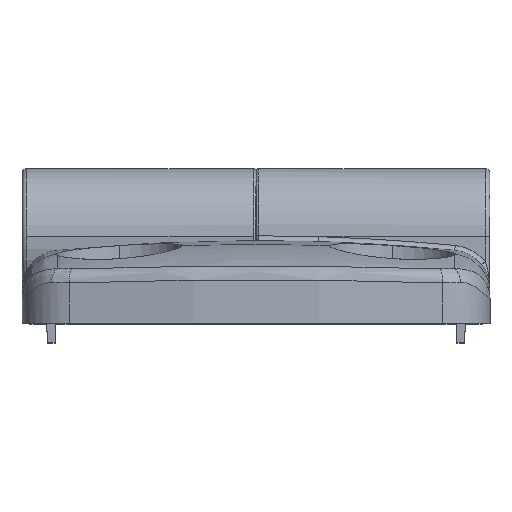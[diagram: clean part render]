
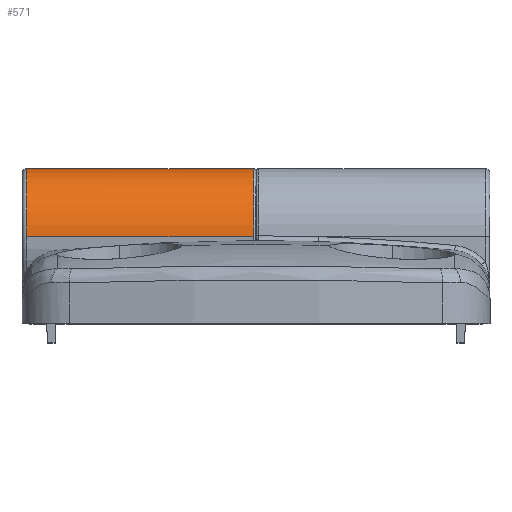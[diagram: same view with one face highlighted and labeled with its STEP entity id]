
A CAD part, top view. The second image highlights one B-rep face of the part: STEP entity #571.
In plain terms, the highlighted cylindrical face has radius 7 mm (diameter 14 mm), a partial arc.
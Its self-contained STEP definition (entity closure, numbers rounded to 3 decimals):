
#28 = ORIENTED_EDGE ( 'NONE', *, *, #3764, .T. ) ;
#39 = CARTESIAN_POINT ( 'NONE',  ( -4.407, 0.059, -7. ) ) ;
#98 = CIRCLE ( 'NONE', #1007, 7. ) ;
#362 = VECTOR ( 'NONE', #2160, 1000. ) ;
#471 = LINE ( 'NONE', #3734, #362 ) ;
#474 = CARTESIAN_POINT ( 'NONE',  ( -23.5, 0., 7. ) ) ;
#507 = EDGE_CURVE ( 'NONE', #1875, #1862, #1954, .T. ) ;
#571 = ADVANCED_FACE ( 'NONE', ( #1316 ), #3234, .T. ) ;
#709 = CARTESIAN_POINT ( 'NONE',  ( -0.3, 0.093, -6.999 ) ) ;
#733 = DIRECTION ( 'NONE',  ( 0., 0., 1. ) ) ;
#799 = CARTESIAN_POINT ( 'NONE',  ( 24., 0., 0. ) ) ;
#831 = DIRECTION ( 'NONE',  ( -1., 0., 0. ) ) ;
#933 = DIRECTION ( 'NONE',  ( 1., 0., 0. ) ) ;
#988 = EDGE_CURVE ( 'NONE', #1230, #2503, #2054, .T. ) ;
#1007 = AXIS2_PLACEMENT_3D ( 'NONE', #2846, #933, #3157 ) ;
#1013 = ORIENTED_EDGE ( 'NONE', *, *, #988, .T. ) ;
#1045 = EDGE_CURVE ( 'NONE', #1862, #3926, #98, .T. ) ;
#1230 = VERTEX_POINT ( 'NONE', #3571 ) ;
#1316 = FACE_OUTER_BOUND ( 'NONE', #3490, .T. ) ;
#1439 = CARTESIAN_POINT ( 'NONE',  ( -0.3, 0.093, -6.999 ) ) ;
#1464 = CARTESIAN_POINT ( 'NONE',  ( -6.459, 0., -7. ) ) ;
#1626 = DIRECTION ( 'NONE',  ( -1., 0., 0. ) ) ;
#1677 = CARTESIAN_POINT ( 'NONE',  ( 24., 0., -7. ) ) ;
#1846 = DIRECTION ( 'NONE',  ( -1., 0., 0. ) ) ;
#1862 = VERTEX_POINT ( 'NONE', #4004 ) ;
#1875 = VERTEX_POINT ( 'NONE', #1464 ) ;
#1954 = LINE ( 'NONE', #1677, #3427 ) ;
#1975 = EDGE_CURVE ( 'NONE', #1230, #3926, #471, .T. ) ;
#2009 = CARTESIAN_POINT ( 'NONE',  ( -2.354, 0.09, -6.999 ) ) ;
#2054 = CIRCLE ( 'NONE', #3426, 7. ) ;
#2160 = DIRECTION ( 'NONE',  ( -1., 0., 0. ) ) ;
#2240 = AXIS2_PLACEMENT_3D ( 'NONE', #799, #831, #733 ) ;
#2327 = CARTESIAN_POINT ( 'NONE',  ( -6.459, 0., -7. ) ) ;
#2420 = ORIENTED_EDGE ( 'NONE', *, *, #1975, .F. ) ;
#2503 = VERTEX_POINT ( 'NONE', #1439 ) ;
#2615 = ORIENTED_EDGE ( 'NONE', *, *, #1045, .T. ) ;
#2846 = CARTESIAN_POINT ( 'NONE',  ( -23.5, 0., 0. ) ) ;
#3157 = DIRECTION ( 'NONE',  ( 0., 0., -1. ) ) ;
#3234 = CYLINDRICAL_SURFACE ( 'NONE', #2240, 7. ) ;
#3426 = AXIS2_PLACEMENT_3D ( 'NONE', #3744, #1846, #4078 ) ;
#3427 = VECTOR ( 'NONE', #1626, 1000. ) ;
#3490 = EDGE_LOOP ( 'NONE', ( #2420, #1013, #28, #3868, #2615 ) ) ;
#3571 = CARTESIAN_POINT ( 'NONE',  ( -0.3, 0., 7. ) ) ;
#3734 = CARTESIAN_POINT ( 'NONE',  ( 24., 0., 7. ) ) ;
#3744 = CARTESIAN_POINT ( 'NONE',  ( -0.3, 0., 0. ) ) ;
#3764 = EDGE_CURVE ( 'NONE', #2503, #1875, #3806, .T. ) ;
#3806 = B_SPLINE_CURVE_WITH_KNOTS ( 'NONE', 3,
 ( #709, #2009, #39, #2327 ),
 .UNSPECIFIED., .F., .F.,
 ( 4, 4 ),
 ( 0., 0.006 ),
 .UNSPECIFIED. ) ;
#3868 = ORIENTED_EDGE ( 'NONE', *, *, #507, .T. ) ;
#3926 = VERTEX_POINT ( 'NONE', #474 ) ;
#4004 = CARTESIAN_POINT ( 'NONE',  ( -23.5, 0., -7. ) ) ;
#4078 = DIRECTION ( 'NONE',  ( 0., 0., -1. ) ) ;
